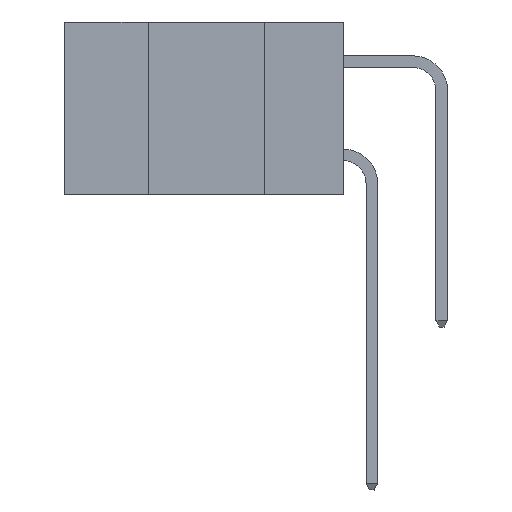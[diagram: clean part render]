
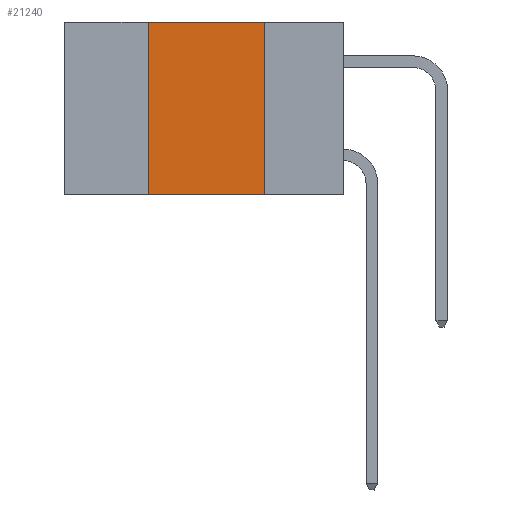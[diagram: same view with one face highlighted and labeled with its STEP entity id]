
A CAD part, left-side view. The second image highlights one B-rep face of the part: STEP entity #21240.
In plain terms, the highlighted planar face has unit normal (-1, 0, 0).
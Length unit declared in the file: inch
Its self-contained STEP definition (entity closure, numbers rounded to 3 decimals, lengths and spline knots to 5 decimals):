
#737 = DIRECTION ( 'NONE',  ( 0., 0., -1. ) ) ;
#974 = FACE_OUTER_BOUND ( 'NONE', #23572, .T. ) ;
#1133 = VECTOR ( 'NONE', #9008, 39.37008 ) ;
#2031 = VECTOR ( 'NONE', #6307, 39.37008 ) ;
#2313 = VECTOR ( 'NONE', #19896, 39.37008 ) ;
#3353 = VECTOR ( 'NONE', #10855, 39.37008 ) ;
#3693 = VERTEX_POINT ( 'NONE', #15507 ) ;
#4117 = EDGE_CURVE ( 'NONE', #8524, #9613, #13706, .T. ) ;
#4489 = LINE ( 'NONE', #6472, #2313 ) ;
#5416 = EDGE_CURVE ( 'NONE', #8524, #3693, #21713, .T. ) ;
#5700 = CARTESIAN_POINT ( 'NONE',  ( 0., 0.42, -0.37 ) ) ;
#6307 = DIRECTION ( 'NONE',  ( 0., -1., 0. ) ) ;
#6472 = CARTESIAN_POINT ( 'NONE',  ( 0., 0.17, -0.37 ) ) ;
#6598 = ORIENTED_EDGE ( 'NONE', *, *, #5416, .F. ) ;
#6744 = EDGE_CURVE ( 'NONE', #3693, #11469, #22562, .T. ) ;
#6949 = ORIENTED_EDGE ( 'NONE', *, *, #6744, .F. ) ;
#7048 = CARTESIAN_POINT ( 'NONE',  ( 0., 0.6, -0.37 ) ) ;
#7081 = CARTESIAN_POINT ( 'NONE',  ( 0., 0.42, -0.37 ) ) ;
#8524 = VERTEX_POINT ( 'NONE', #5700 ) ;
#8536 = PLANE ( 'NONE',  #12627 ) ;
#9008 = DIRECTION ( 'NONE',  ( 0., 0., 1. ) ) ;
#9613 = VERTEX_POINT ( 'NONE', #16921 ) ;
#10505 = CARTESIAN_POINT ( 'NONE',  ( 0., 0.6, 0. ) ) ;
#10855 = DIRECTION ( 'NONE',  ( 0., -1., 0. ) ) ;
#11469 = VERTEX_POINT ( 'NONE', #18347 ) ;
#12417 = DIRECTION ( 'NONE',  ( 1., 0., 0. ) ) ;
#12627 = AXIS2_PLACEMENT_3D ( 'NONE', #10505, #12417, #737 ) ;
#13205 = EDGE_CURVE ( 'NONE', #11469, #9613, #4489, .T. ) ;
#13599 = ORIENTED_EDGE ( 'NONE', *, *, #4117, .T. ) ;
#13706 = LINE ( 'NONE', #7048, #3353 ) ;
#13978 = CARTESIAN_POINT ( 'NONE',  ( 0., 0.6, 0. ) ) ;
#14154 = ORIENTED_EDGE ( 'NONE', *, *, #13205, .F. ) ;
#15507 = CARTESIAN_POINT ( 'NONE',  ( 0., 0.42, 0. ) ) ;
#16921 = CARTESIAN_POINT ( 'NONE',  ( 0., 0.17, -0.37 ) ) ;
#18347 = CARTESIAN_POINT ( 'NONE',  ( 0., 0.17, 0. ) ) ;
#19896 = DIRECTION ( 'NONE',  ( 0., 0., -1. ) ) ;
#21240 = ADVANCED_FACE ( 'NONE', ( #974 ), #8536, .F. ) ;
#21713 = LINE ( 'NONE', #7081, #1133 ) ;
#22562 = LINE ( 'NONE', #13978, #2031 ) ;
#23572 = EDGE_LOOP ( 'NONE', ( #14154, #6949, #6598, #13599 ) ) ;
